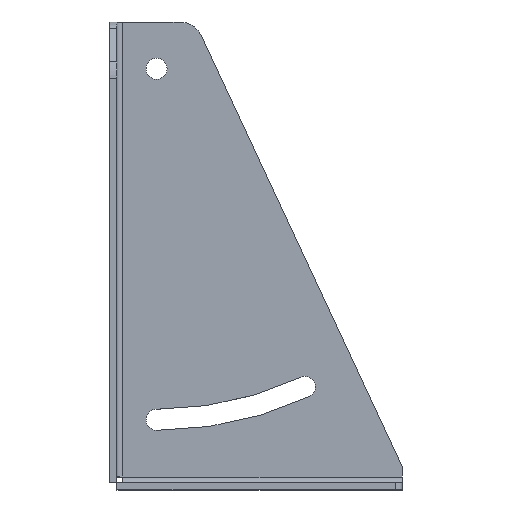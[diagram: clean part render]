
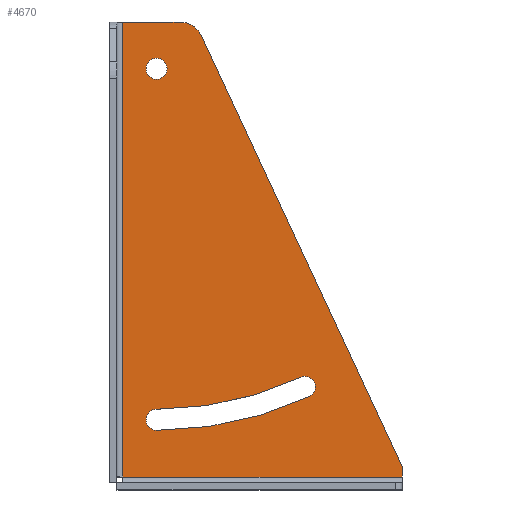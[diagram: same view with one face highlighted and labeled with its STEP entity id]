
A CAD part, top view. The second image highlights one B-rep face of the part: STEP entity #4670.
In plain terms, the highlighted face is planar.
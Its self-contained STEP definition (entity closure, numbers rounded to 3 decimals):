
#3580=CARTESIAN_POINT('',(-480.926,2557.693,
115.25));
#3590=DIRECTION('',(0.,1.,-0.));
#3600=DIRECTION('',(-1.,0.,0.));
#3610=AXIS2_PLACEMENT_3D('',#3580,#3590,#3600);
#3620=PLANE('',#3610);
#3630=CARTESIAN_POINT('',(-559.426,2557.693,
95.));
#3640=DIRECTION('',(0.,-1.,0.));
#3650=DIRECTION('',(-1.,0.,0.));
#3660=AXIS2_PLACEMENT_3D('',#3630,#3640,#3650);
#3670=CIRCLE('',#3660,145.5);
#3680=CARTESIAN_POINT('',(-413.926,2557.693,
95.));
#3690=VERTEX_POINT('',#3680);
#3700=CARTESIAN_POINT('',(-427.558,2557.693,
156.491));
#3710=VERTEX_POINT('',#3700);
#3720=EDGE_CURVE('',#3690,#3710,#3670,.T.);
#3730=ORIENTED_EDGE('',*,*,#3720,.T.);
#3740=CARTESIAN_POINT('',(-409.426,2557.693,
95.));
#3750=DIRECTION('',(0.,-1.,0.));
#3760=DIRECTION('',(-1.,0.,0.));
#3770=AXIS2_PLACEMENT_3D('',#3740,#3750,#3760);
#3780=CIRCLE('',#3770,4.5);
#3790=CARTESIAN_POINT('',(-404.926,2557.693,
95.));
#3800=VERTEX_POINT('',#3790);
#3810=EDGE_CURVE('',#3690,#3800,#3780,.T.);
#3820=ORIENTED_EDGE('',*,*,#3810,.F.);
#3830=CARTESIAN_POINT('',(-559.426,2557.693,
95.));
#3840=DIRECTION('',(0.,-1.,0.));
#3850=DIRECTION('',(-1.,0.,0.));
#3860=AXIS2_PLACEMENT_3D('',#3830,#3840,#3850);
#3870=CIRCLE('',#3860,154.5);
#3880=CARTESIAN_POINT('',(-419.401,2557.693,
160.295));
#3890=VERTEX_POINT('',#3880);
#3900=EDGE_CURVE('',#3800,#3890,#3870,.T.);
#3910=ORIENTED_EDGE('',*,*,#3900,.F.);
#3920=CARTESIAN_POINT('',(-423.48,2557.693,
158.393));
#3930=DIRECTION('',(0.,-1.,0.));
#3940=DIRECTION('',(-1.,0.,0.));
#3950=AXIS2_PLACEMENT_3D('',#3920,#3930,#3940);
#3960=CIRCLE('',#3950,4.5);
#3970=EDGE_CURVE('',#3890,#3710,#3960,.T.);
#3980=ORIENTED_EDGE('',*,*,#3970,.F.);
#3990=EDGE_LOOP('',(#3980,#3910,#3820,#3730));
#4000=FACE_BOUND('',#3990,.T.);
#4010=CARTESIAN_POINT('',(-559.426,2557.693,
95.));
#4020=DIRECTION('',(0.,1.,0.));
#4030=DIRECTION('',(-1.,0.,0.));
#4040=AXIS2_PLACEMENT_3D('',#4010,#4020,#4030);
#4050=CIRCLE('',#4040,4.5);
#4060=CARTESIAN_POINT('',(-563.926,2557.693,
95.));
#4070=VERTEX_POINT('',#4060);
#4080=CARTESIAN_POINT('',(-554.926,2557.693,
95.));
#4090=VERTEX_POINT('',#4080);
#4100=EDGE_CURVE('',#4070,#4090,#4050,.T.);
#4110=ORIENTED_EDGE('',*,*,#4100,.T.);
#4120=EDGE_CURVE('',#4090,#4070,#4050,.T.);
#4130=ORIENTED_EDGE('',*,*,#4120,.T.);
#4140=EDGE_LOOP('',(#4130,#4110));
#4150=FACE_BOUND('',#4140,.T.);
#4160=CARTESIAN_POINT('',(-384.986,2557.693,
115.25));
#4170=DIRECTION('',(0.,0.,1.));
#4180=VECTOR('',#4170,1.);
#4190=LINE('',#4160,#4180);
#4200=CARTESIAN_POINT('',(-384.986,2557.693,
80.56));
#4210=VERTEX_POINT('',#4200);
#4220=CARTESIAN_POINT('',(-384.986,2557.693,
200.));
#4230=VERTEX_POINT('',#4220);
#4240=EDGE_CURVE('',#4210,#4230,#4190,.T.);
#4250=ORIENTED_EDGE('',*,*,#4240,.T.);
#4260=CARTESIAN_POINT('',(-480.926,2557.693,
80.56));
#4270=DIRECTION('',(1.,0.,0.));
#4280=VECTOR('',#4270,1.);
#4290=LINE('',#4260,#4280);
#4300=CARTESIAN_POINT('',(-579.426,2557.693,
80.56));
#4310=VERTEX_POINT('',#4300);
#4320=EDGE_CURVE('',#4310,#4210,#4290,.T.);
#4330=ORIENTED_EDGE('',*,*,#4320,.T.);
#4340=CARTESIAN_POINT('',(-579.426,2557.693,
111.402));
#4350=DIRECTION('',(0.,0.,-1.));
#4360=VECTOR('',#4350,1.);
#4370=LINE('',#4340,#4360);
#4380=CARTESIAN_POINT('',(-579.426,2557.693,
105.031));
#4390=VERTEX_POINT('',#4380);
#4400=EDGE_CURVE('',#4390,#4310,#4370,.T.);
#4410=ORIENTED_EDGE('',*,*,#4400,.T.);
#4420=CARTESIAN_POINT('',(-569.426,2557.693,
105.031));
#4430=DIRECTION('',(0.,1.,0.));
#4440=DIRECTION('',(-1.,0.,0.));
#4450=AXIS2_PLACEMENT_3D('',#4420,#4430,#4440);
#4460=CIRCLE('',#4450,10.);
#4470=CARTESIAN_POINT('',(-573.652,2557.693,
114.094));
#4480=VERTEX_POINT('',#4470);
#4490=EDGE_CURVE('',#4390,#4480,#4460,.T.);
#4500=ORIENTED_EDGE('',*,*,#4490,.F.);
#4510=CARTESIAN_POINT('',(-389.426,2557.693,
200.));
#4520=DIRECTION('',(-0.906,0.,-0.423));
#4530=VECTOR('',#4520,1.);
#4540=LINE('',#4510,#4530);
#4550=CARTESIAN_POINT('',(-389.426,2557.693,
200.));
#4560=VERTEX_POINT('',#4550);
#4570=EDGE_CURVE('',#4560,#4480,#4540,.T.);
#4580=ORIENTED_EDGE('',*,*,#4570,.T.);
#4590=CARTESIAN_POINT('',(-379.426,2557.693,
200.));
#4600=DIRECTION('',(-1.,0.,0.));
#4610=VECTOR('',#4600,1.);
#4620=LINE('',#4590,#4610);
#4630=EDGE_CURVE('',#4230,#4560,#4620,.T.);
#4640=ORIENTED_EDGE('',*,*,#4630,.T.);
#4650=EDGE_LOOP('',(#4640,#4580,#4500,#4410,#4330,#4250));
#4660=FACE_OUTER_BOUND('',#4650,.T.);
#4670=ADVANCED_FACE('',(#4000,#4150,#4660),#3620,.F.);
